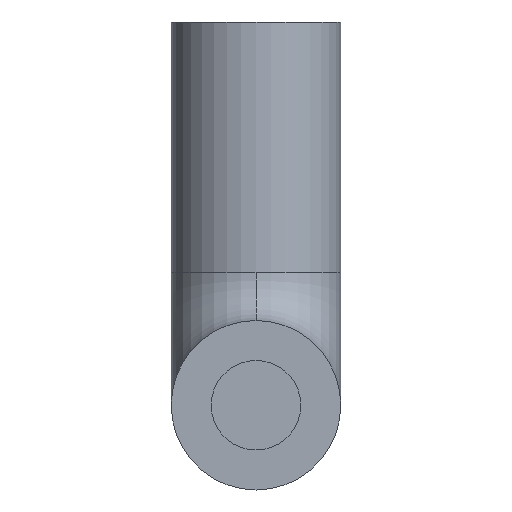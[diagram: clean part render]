
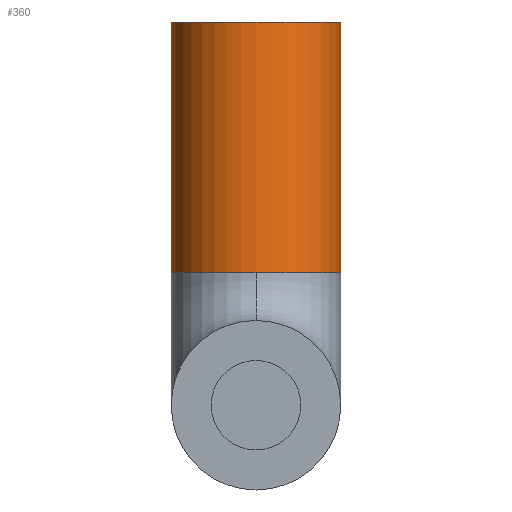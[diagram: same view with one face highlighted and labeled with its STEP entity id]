
A CAD part, front view. The second image highlights one B-rep face of the part: STEP entity #360.
In plain terms, the highlighted cylindrical face has radius 0.61 mm (diameter 1.22 mm), a partial arc.
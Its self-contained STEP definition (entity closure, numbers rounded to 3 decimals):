
#2 = CARTESIAN_POINT ( 'NONE',  ( 0., 3.437, 0.953 ) ) ;
#20 = CARTESIAN_POINT ( 'NONE',  ( 0.61, 3.437, 0.953 ) ) ;
#33 = AXIS2_PLACEMENT_3D ( 'NONE', #51, #250, #335 ) ;
#37 = DIRECTION ( 'NONE',  ( 0., 0., 1. ) ) ;
#41 = FACE_OUTER_BOUND ( 'NONE', #255, .T. ) ;
#46 = VECTOR ( 'NONE', #421, 1000. ) ;
#47 = VERTEX_POINT ( 'NONE', #267 ) ;
#51 = CARTESIAN_POINT ( 'NONE',  ( 0., 3.437, 0.953 ) ) ;
#60 = EDGE_CURVE ( 'NONE', #184, #385, #261, .T. ) ;
#66 = CARTESIAN_POINT ( 'NONE',  ( -0.61, 3.437, 0.953 ) ) ;
#77 = EDGE_CURVE ( 'NONE', #47, #492, #303, .T. ) ;
#126 = ORIENTED_EDGE ( 'NONE', *, *, #499, .F. ) ;
#136 = VERTEX_POINT ( 'NONE', #435 ) ;
#154 = ORIENTED_EDGE ( 'NONE', *, *, #410, .T. ) ;
#164 = ORIENTED_EDGE ( 'NONE', *, *, #60, .T. ) ;
#165 = AXIS2_PLACEMENT_3D ( 'NONE', #390, #37, #187 ) ;
#171 = EDGE_CURVE ( 'NONE', #136, #184, #312, .T. ) ;
#177 = ORIENTED_EDGE ( 'NONE', *, *, #171, .T. ) ;
#184 = VERTEX_POINT ( 'NONE', #20 ) ;
#185 = CYLINDRICAL_SURFACE ( 'NONE', #301, 0.61 ) ;
#187 = DIRECTION ( 'NONE',  ( 0., -1., 0. ) ) ;
#197 = CARTESIAN_POINT ( 'NONE',  ( 0., 3.437, 0.953 ) ) ;
#250 = DIRECTION ( 'NONE',  ( 0., 0., 1. ) ) ;
#255 = EDGE_LOOP ( 'NONE', ( #406, #154, #177, #164, #126 ) ) ;
#261 = LINE ( 'NONE', #417, #46 ) ;
#267 = CARTESIAN_POINT ( 'NONE',  ( -0.61, 3.437, 0.953 ) ) ;
#276 = CARTESIAN_POINT ( 'NONE',  ( -0.61, 3.437, 2.757 ) ) ;
#277 = AXIS2_PLACEMENT_3D ( 'NONE', #197, #366, #428 ) ;
#283 = CARTESIAN_POINT ( 'NONE',  ( 0.61, 3.437, 2.757 ) ) ;
#301 = AXIS2_PLACEMENT_3D ( 'NONE', #2, #477, #506 ) ;
#303 = LINE ( 'NONE', #66, #500 ) ;
#312 = CIRCLE ( 'NONE', #33, 0.61 ) ;
#335 = DIRECTION ( 'NONE',  ( 0., -1., 0. ) ) ;
#342 = DIRECTION ( 'NONE',  ( 0., 0., 1. ) ) ;
#360 = ADVANCED_FACE ( 'NONE', ( #41 ), #185, .T. ) ;
#366 = DIRECTION ( 'NONE',  ( 0., 0., 1. ) ) ;
#374 = CIRCLE ( 'NONE', #277, 0.61 ) ;
#385 = VERTEX_POINT ( 'NONE', #283 ) ;
#390 = CARTESIAN_POINT ( 'NONE',  ( 0., 3.437, 2.757 ) ) ;
#391 = CIRCLE ( 'NONE', #165, 0.61 ) ;
#406 = ORIENTED_EDGE ( 'NONE', *, *, #77, .F. ) ;
#410 = EDGE_CURVE ( 'NONE', #47, #136, #374, .T. ) ;
#417 = CARTESIAN_POINT ( 'NONE',  ( 0.61, 3.437, 0.953 ) ) ;
#421 = DIRECTION ( 'NONE',  ( 0., 0., 1. ) ) ;
#428 = DIRECTION ( 'NONE',  ( 0., -1., 0. ) ) ;
#435 = CARTESIAN_POINT ( 'NONE',  ( 0., 2.827, 0.953 ) ) ;
#477 = DIRECTION ( 'NONE',  ( 0., 0., 1. ) ) ;
#492 = VERTEX_POINT ( 'NONE', #276 ) ;
#499 = EDGE_CURVE ( 'NONE', #492, #385, #391, .T. ) ;
#500 = VECTOR ( 'NONE', #342, 1000. ) ;
#506 = DIRECTION ( 'NONE',  ( 1., 0., 0. ) ) ;
